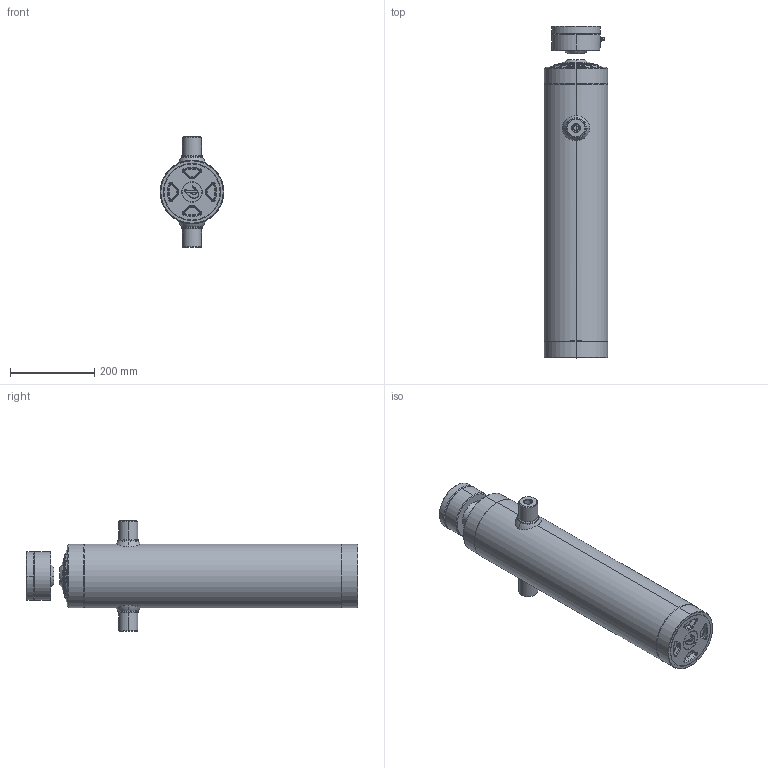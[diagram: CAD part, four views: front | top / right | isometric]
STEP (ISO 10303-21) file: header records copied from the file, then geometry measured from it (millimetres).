
FILE_DESCRIPTION (( 'STEP AP203' ), '1' );
FILE_NAME ('451.IR.STEP', '2023-09-13T11:51:21', ( '' ), ( '' ), 'SwSTEP 2.0', 'SolidWorks 2021', '' );
FILE_SCHEMA (( 'CONFIG_CONTROL_DESIGN' ));
Length unit declared in the file: millimetre
Products named in the file (1): 451.IR
Bounding box: 151.5 x 786 x 260.5 mm (x, y, z)
Surface area: 1214387.5 mm2 (no closed solid volume)
Topology: 0 solids, 20 shells, 277 faces, 722 edges, 460 vertices
Faces by surface type: cone 77, torus 76, cylinder 74, plane 43, bspline 5, sphere 2
Entity records: 10055 total; most frequent: CARTESIAN_POINT 3104, DIRECTION 1636, ORIENTED_EDGE 1250, EDGE_CURVE 717, AXIS2_PLACEMENT_3D 698, VERTEX_POINT 457, CIRCLE 425, EDGE_LOOP 297
